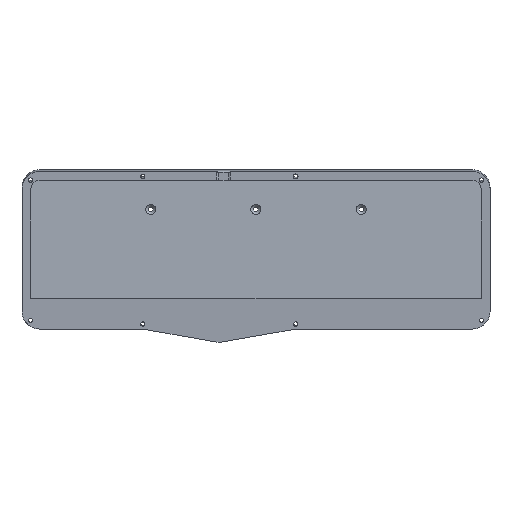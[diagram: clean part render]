
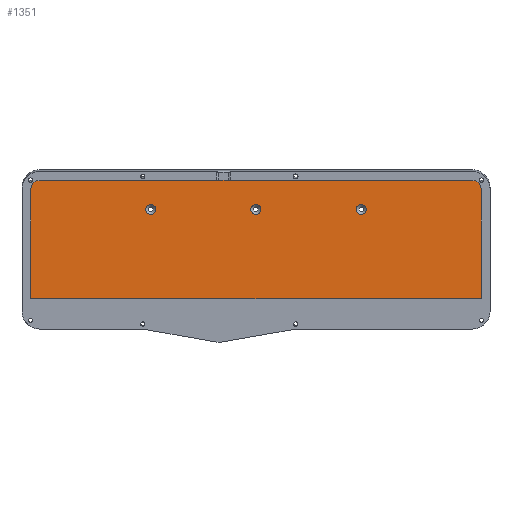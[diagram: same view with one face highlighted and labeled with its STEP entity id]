
A CAD part, top view. The second image highlights one B-rep face of the part: STEP entity #1351.
In plain terms, the highlighted planar face has unit normal (0, 0, 1).
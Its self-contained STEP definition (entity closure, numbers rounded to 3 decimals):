
#33=ELLIPSE('',#1528,6.776,6.75);
#34=ELLIPSE('',#1529,6.776,6.75);
#59=FACE_BOUND('',#268,.T.);
#60=FACE_BOUND('',#269,.T.);
#61=FACE_BOUND('',#270,.T.);
#103=PLANE('',#1527);
#172=FACE_OUTER_BOUND('',#267,.T.);
#267=EDGE_LOOP('',(#1133,#1134,#1135,#1136,#1137,#1138));
#268=EDGE_LOOP('',(#1139,#1140));
#269=EDGE_LOOP('',(#1141,#1142));
#270=EDGE_LOOP('',(#1143,#1144));
#356=LINE('',#2277,#450);
#372=LINE('',#2322,#466);
#373=LINE('',#2326,#467);
#374=LINE('',#2329,#468);
#450=VECTOR('',#1876,10.);
#466=VECTOR('',#1912,10.);
#467=VECTOR('',#1915,10.);
#468=VECTOR('',#1918,10.);
#501=CIRCLE('',#1405,4.05);
#502=CIRCLE('',#1406,4.05);
#506=CIRCLE('',#1412,4.05);
#507=CIRCLE('',#1413,4.05);
#511=CIRCLE('',#1419,4.05);
#512=CIRCLE('',#1420,4.05);
#571=VERTEX_POINT('',#2024);
#572=VERTEX_POINT('',#2025);
#576=VERTEX_POINT('',#2038);
#577=VERTEX_POINT('',#2039);
#581=VERTEX_POINT('',#2052);
#582=VERTEX_POINT('',#2053);
#655=VERTEX_POINT('',#2274);
#656=VERTEX_POINT('',#2276);
#675=VERTEX_POINT('',#2321);
#676=VERTEX_POINT('',#2323);
#677=VERTEX_POINT('',#2325);
#678=VERTEX_POINT('',#2327);
#705=EDGE_CURVE('',#571,#572,#501,.T.);
#706=EDGE_CURVE('',#572,#571,#502,.T.);
#712=EDGE_CURVE('',#576,#577,#506,.T.);
#713=EDGE_CURVE('',#577,#576,#507,.T.);
#719=EDGE_CURVE('',#581,#582,#511,.T.);
#720=EDGE_CURVE('',#582,#581,#512,.T.);
#824=EDGE_CURVE('',#655,#656,#356,.T.);
#847=EDGE_CURVE('',#655,#675,#372,.T.);
#848=EDGE_CURVE('',#675,#676,#33,.T.);
#849=EDGE_CURVE('',#676,#677,#373,.T.);
#850=EDGE_CURVE('',#677,#678,#34,.T.);
#851=EDGE_CURVE('',#678,#656,#374,.T.);
#1133=ORIENTED_EDGE('',*,*,#824,.F.);
#1134=ORIENTED_EDGE('',*,*,#847,.T.);
#1135=ORIENTED_EDGE('',*,*,#848,.T.);
#1136=ORIENTED_EDGE('',*,*,#849,.T.);
#1137=ORIENTED_EDGE('',*,*,#850,.T.);
#1138=ORIENTED_EDGE('',*,*,#851,.T.);
#1139=ORIENTED_EDGE('',*,*,#705,.T.);
#1140=ORIENTED_EDGE('',*,*,#706,.T.);
#1141=ORIENTED_EDGE('',*,*,#712,.T.);
#1142=ORIENTED_EDGE('',*,*,#713,.T.);
#1143=ORIENTED_EDGE('',*,*,#719,.T.);
#1144=ORIENTED_EDGE('',*,*,#720,.T.);
#1351=ADVANCED_FACE('',(#172,#59,#60,#61),#103,.T.);
#1405=AXIS2_PLACEMENT_3D('',#2026,#1602,#1603);
#1406=AXIS2_PLACEMENT_3D('',#2027,#1604,#1605);
#1412=AXIS2_PLACEMENT_3D('',#2040,#1618,#1619);
#1413=AXIS2_PLACEMENT_3D('',#2041,#1620,#1621);
#1419=AXIS2_PLACEMENT_3D('',#2054,#1634,#1635);
#1420=AXIS2_PLACEMENT_3D('',#2055,#1636,#1637);
#1527=AXIS2_PLACEMENT_3D('',#2320,#1910,#1911);
#1528=AXIS2_PLACEMENT_3D('',#2324,#1913,#1914);
#1529=AXIS2_PLACEMENT_3D('',#2328,#1916,#1917);
#1602=DIRECTION('center_axis',(0.,0.,-1.));
#1603=DIRECTION('ref_axis',(1.,0.,0.));
#1604=DIRECTION('center_axis',(0.,0.,-1.));
#1605=DIRECTION('ref_axis',(1.,0.,0.));
#1618=DIRECTION('center_axis',(0.,0.,-1.));
#1619=DIRECTION('ref_axis',(1.,0.,0.));
#1620=DIRECTION('center_axis',(0.,0.,-1.));
#1621=DIRECTION('ref_axis',(1.,0.,0.));
#1634=DIRECTION('center_axis',(0.,0.,-1.));
#1635=DIRECTION('ref_axis',(1.,0.,0.));
#1636=DIRECTION('center_axis',(0.,0.,-1.));
#1637=DIRECTION('ref_axis',(1.,0.,0.));
#1876=DIRECTION('',(-1.,0.,0.));
#1910=DIRECTION('center_axis',(0.,0.,1.));
#1911=DIRECTION('ref_axis',(0.,1.,0.));
#1912=DIRECTION('',(0.,1.,0.));
#1913=DIRECTION('center_axis',(0.,0.,1.));
#1914=DIRECTION('ref_axis',(0.,1.,0.));
#1915=DIRECTION('',(-1.,0.,0.));
#1916=DIRECTION('center_axis',(0.,0.,1.));
#1917=DIRECTION('ref_axis',(0.,1.,0.));
#1918=DIRECTION('',(0.,-1.,0.));
#2024=CARTESIAN_POINT('',(181.422,93.673,-8.543));
#2025=CARTESIAN_POINT('',(173.322,93.673,-8.543));
#2026=CARTESIAN_POINT('Origin',(177.372,93.673,-8.543));
#2027=CARTESIAN_POINT('Origin',(177.372,93.673,-8.543));
#2038=CARTESIAN_POINT('',(96.301,93.673,-8.543));
#2039=CARTESIAN_POINT('',(88.201,93.673,-8.543));
#2040=CARTESIAN_POINT('Origin',(92.251,93.673,-8.543));
#2041=CARTESIAN_POINT('Origin',(92.251,93.673,-8.543));
#2052=CARTESIAN_POINT('',(266.794,93.673,-8.543));
#2053=CARTESIAN_POINT('',(258.694,93.673,-8.543));
#2054=CARTESIAN_POINT('Origin',(262.744,93.673,-8.543));
#2055=CARTESIAN_POINT('Origin',(262.744,93.673,-8.543));
#2274=CARTESIAN_POINT('',(359.744,21.454,-8.543));
#2276=CARTESIAN_POINT('',(-4.749,21.454,-8.543));
#2277=CARTESIAN_POINT('',(272.246,21.454,-8.543));
#2320=CARTESIAN_POINT('Origin',(366.994,-13.239,-8.543));
#2321=CARTESIAN_POINT('',(359.744,111.114,-8.543));
#2322=CARTESIAN_POINT('',(359.744,48.597,-8.543));
#2323=CARTESIAN_POINT('',(352.994,117.889,-8.543));
#2324=CARTESIAN_POINT('Origin',(352.994,111.114,-8.543));
#2325=CARTESIAN_POINT('',(2.001,117.889,-8.543));
#2326=CARTESIAN_POINT('',(184.497,117.889,-8.543));
#2327=CARTESIAN_POINT('',(-4.749,111.114,-8.543));
#2328=CARTESIAN_POINT('Origin',(2.001,111.114,-8.543));
#2329=CARTESIAN_POINT('',(-4.749,-1.225,-8.543));
